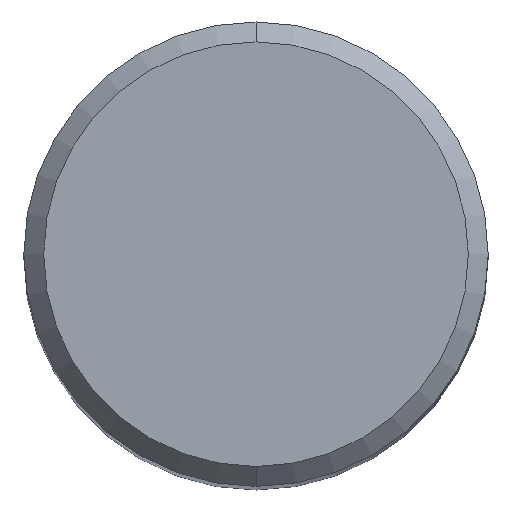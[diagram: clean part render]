
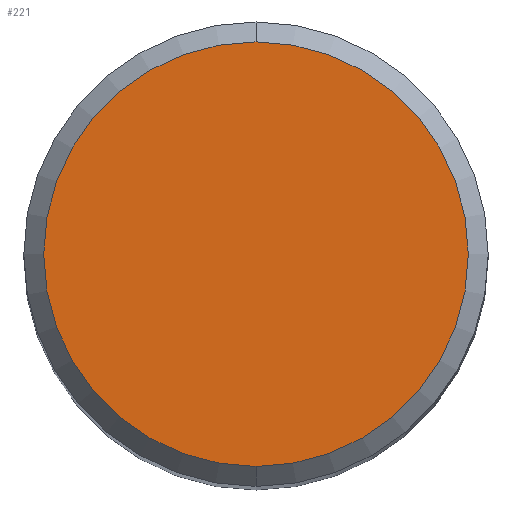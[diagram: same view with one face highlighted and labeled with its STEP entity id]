
A CAD part, top view. The second image highlights one B-rep face of the part: STEP entity #221.
In plain terms, the highlighted planar face has unit normal (0, 0, 1).
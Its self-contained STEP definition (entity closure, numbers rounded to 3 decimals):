
#221=ADVANCED_FACE('',(#530),#531,.T.);
#271=VERTEX_POINT('',#586);
#291=EDGE_CURVE('',#271,#407,#609,.T.);
#407=VERTEX_POINT('',#737);
#413=EDGE_CURVE('',#407,#271,#744,.T.);
#530=FACE_OUTER_BOUND('',#976,.T.);
#531=PLANE('',#977);
#586=CARTESIAN_POINT('',(0.0,6.4,0.0));
#609=CIRCLE('',#1209,6.4);
#737=CARTESIAN_POINT('',(0.,-6.4,0.0));
#744=CIRCLE('',#1412,6.4);
#976=EDGE_LOOP('',(#1546,#1547));
#977=AXIS2_PLACEMENT_3D('',#1548,#1549,#1550);
#1209=AXIS2_PLACEMENT_3D('',#1642,#1643,#1644);
#1412=AXIS2_PLACEMENT_3D('',#1804,#1805,#1806);
#1546=ORIENTED_EDGE('',*,*,#291,.F.);
#1547=ORIENTED_EDGE('',*,*,#413,.F.);
#1548=CARTESIAN_POINT('',(0.0,3.2,0.0));
#1549=DIRECTION('',(-0.0,0.0,1.0));
#1550=DIRECTION('',(0.0,-1.0,0.0));
#1642=CARTESIAN_POINT('',(0.0,0.0,0.0));
#1643=DIRECTION('',(0.0,0.0,-1.0));
#1644=DIRECTION('',(0.0,1.0,0.0));
#1804=CARTESIAN_POINT('',(0.0,0.0,0.0));
#1805=DIRECTION('',(0.0,0.0,-1.0));
#1806=DIRECTION('',(0.0,1.0,0.0));
